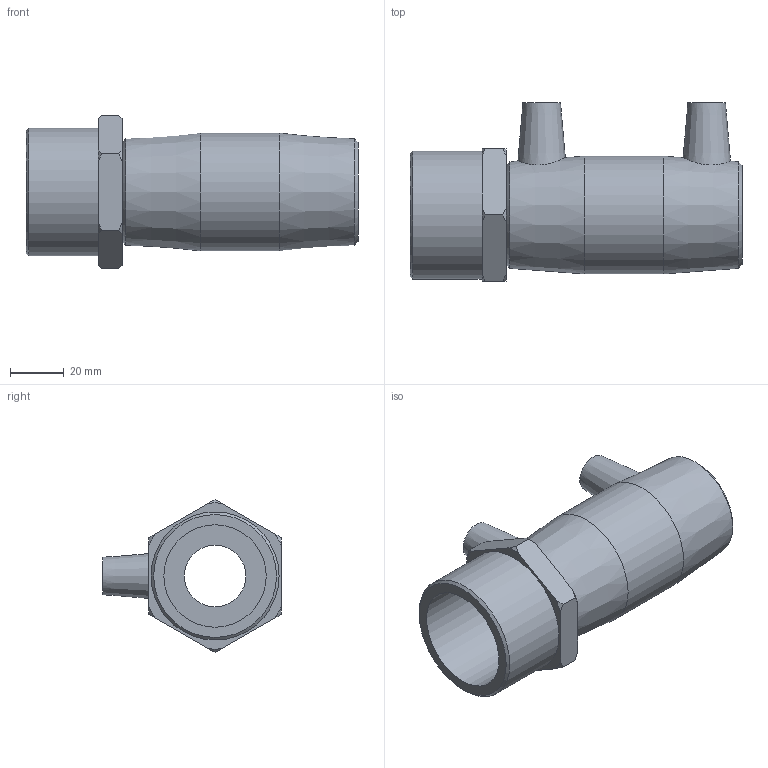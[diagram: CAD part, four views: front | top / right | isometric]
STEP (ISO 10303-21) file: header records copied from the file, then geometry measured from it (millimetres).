
FILE_DESCRIPTION(/* description */ ('PLASSON Male Transition Coupler 32 x 1.1/2"'),/* implementation_level */ '2;1');
FILE_NAME(/* name */ '492104032015.ipt.stp',/* time_stamp */ '2018-05-02T16:15:07+03:00',/* author */ ('KIM'),/* organization */ (''),/* preprocessor_version */ 'ST-DEVELOPER v15.6',/* originating_system */ 'Autodesk Inventor 2015',/* authorisation */ '');
FILE_SCHEMA (('AUTOMOTIVE_DESIGN { 1 0 10303 214 3 1 1 }'));
Length unit declared in the file: millimetre
Products named in the file (1): 492104032015
Bounding box: 124 x 66.77 x 57.2 mm (x, y, z)
Volume: 106822.9 mm3; surface area: 37678.4 mm2
Topology: 1 solids, 2 shells, 54 faces, 118 edges, 77 vertices
Faces by surface type: plane 21, cone 21, cylinder 12
Full cylindrical faces by diameter (mm): 4 x2, 10 x2, 23 x1, 32 x4, 38.242 x1, 44 x1, 47.803 x1
Entity records: 1386 total; most frequent: CARTESIAN_POINT 329, DIRECTION 218, ORIENTED_EDGE 178, AXIS2_PLACEMENT_3D 100, EDGE_LOOP 90, EDGE_CURVE 89, VERTEX_POINT 71, FACE_OUTER_BOUND 54
